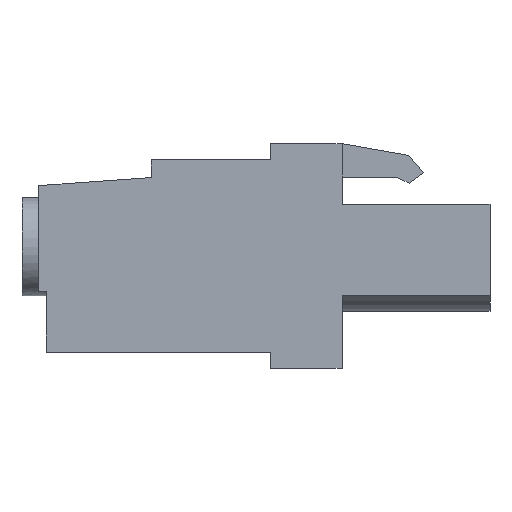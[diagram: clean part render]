
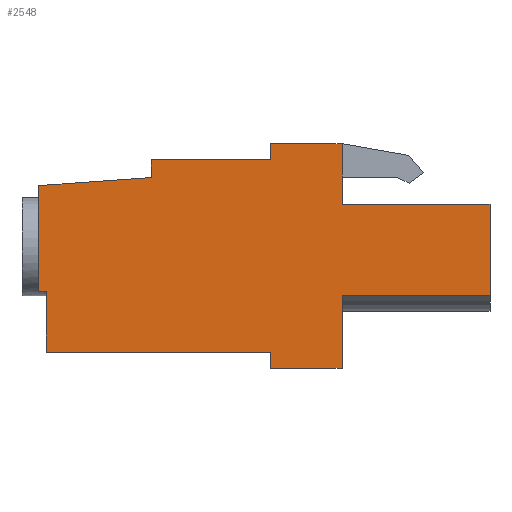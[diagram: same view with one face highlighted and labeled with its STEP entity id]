
A CAD part, left-side view. The second image highlights one B-rep face of the part: STEP entity #2548.
In plain terms, the highlighted planar face has unit normal (-1, 0, 0).
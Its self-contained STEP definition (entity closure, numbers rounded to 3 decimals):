
#2 = LINE ( 'NONE', #1495, #2067 ) ;
#68 = CARTESIAN_POINT ( 'NONE',  ( 0., 19., 2.5 ) ) ;
#69 = EDGE_LOOP ( 'NONE', ( #594, #3243, #1366, #1306, #2289, #1897, #2169, #198, #592, #499, #1915, #2669, #577, #1344, #1543, #415, #277 ) ) ;
#89 = EDGE_CURVE ( 'NONE', #1272, #2597, #2948, .T. ) ;
#105 = DIRECTION ( 'NONE',  ( 0., -1., 0. ) ) ;
#114 = CARTESIAN_POINT ( 'NONE',  ( 0., 25.3, -4.88 ) ) ;
#189 = CARTESIAN_POINT ( 'NONE',  ( 0., 19., 1.5 ) ) ;
#198 = ORIENTED_EDGE ( 'NONE', *, *, #3245, .F. ) ;
#242 = CARTESIAN_POINT ( 'NONE',  ( 0., 25.3, -2.38 ) ) ;
#256 = CARTESIAN_POINT ( 'NONE',  ( 0., 8.3, -5.1 ) ) ;
#277 = ORIENTED_EDGE ( 'NONE', *, *, #1141, .F. ) ;
#306 = CARTESIAN_POINT ( 'NONE',  ( 0., 24.9, -8.3 ) ) ;
#336 = VECTOR ( 'NONE', #2031, 1000. ) ;
#394 = LINE ( 'NONE', #1877, #2451 ) ;
#415 = ORIENTED_EDGE ( 'NONE', *, *, #1913, .F. ) ;
#447 = CARTESIAN_POINT ( 'NONE',  ( 0., 12.3, 2.5 ) ) ;
#459 = EDGE_CURVE ( 'NONE', #3063, #1907, #2, .T. ) ;
#488 = VECTOR ( 'NONE', #1073, 1000. ) ;
#499 = ORIENTED_EDGE ( 'NONE', *, *, #2519, .F. ) ;
#523 = VECTOR ( 'NONE', #2003, 1000. ) ;
#526 = FACE_OUTER_BOUND ( 'NONE', #69, .T. ) ;
#537 = CARTESIAN_POINT ( 'NONE',  ( 0., 8.3, -5.1 ) ) ;
#549 = CARTESIAN_POINT ( 'NONE',  ( 0., 24.9, -4.88 ) ) ;
#573 = DIRECTION ( 'NONE',  ( 0., 0., 1. ) ) ;
#577 = ORIENTED_EDGE ( 'NONE', *, *, #1826, .F. ) ;
#592 = ORIENTED_EDGE ( 'NONE', *, *, #1220, .F. ) ;
#594 = ORIENTED_EDGE ( 'NONE', *, *, #1455, .F. ) ;
#647 = VECTOR ( 'NONE', #2931, 1000. ) ;
#658 = VECTOR ( 'NONE', #966, 1000. ) ;
#695 = LINE ( 'NONE', #189, #2649 ) ;
#701 = LINE ( 'NONE', #1921, #3232 ) ;
#722 = EDGE_CURVE ( 'NONE', #2808, #3135, #2778, .T. ) ;
#763 = DIRECTION ( 'NONE',  ( 0., 0., 1. ) ) ;
#868 = CARTESIAN_POINT ( 'NONE',  ( 0., 24.9, -8.3 ) ) ;
#877 = CARTESIAN_POINT ( 'NONE',  ( 0., 12.3, -9.2 ) ) ;
#948 = CARTESIAN_POINT ( 'NONE',  ( 0., 19., 2.5 ) ) ;
#966 = DIRECTION ( 'NONE',  ( 0., 0., -1. ) ) ;
#981 = DIRECTION ( 'NONE',  ( 0., -0.997, 0.071 ) ) ;
#1043 = DIRECTION ( 'NONE',  ( 0., 0., -1. ) ) ;
#1056 = VERTEX_POINT ( 'NONE', #1659 ) ;
#1064 = VERTEX_POINT ( 'NONE', #68 ) ;
#1072 = DIRECTION ( 'NONE',  ( 0., 1., 0. ) ) ;
#1073 = DIRECTION ( 'NONE',  ( 0., -1., 0. ) ) ;
#1086 = CARTESIAN_POINT ( 'NONE',  ( 0., 0., 0. ) ) ;
#1115 = DIRECTION ( 'NONE',  ( 0., 0., 1. ) ) ;
#1119 = EDGE_CURVE ( 'NONE', #1064, #1908, #2305, .T. ) ;
#1141 = EDGE_CURVE ( 'NONE', #3229, #1916, #2228, .T. ) ;
#1161 = CARTESIAN_POINT ( 'NONE',  ( 0., 8.3, 3.4 ) ) ;
#1173 = PLANE ( 'NONE',  #2000 ) ;
#1199 = VECTOR ( 'NONE', #1072, 1000. ) ;
#1220 = EDGE_CURVE ( 'NONE', #1775, #3167, #1284, .T. ) ;
#1269 = CARTESIAN_POINT ( 'NONE',  ( 0., 25.3, -4.88 ) ) ;
#1272 = VERTEX_POINT ( 'NONE', #2480 ) ;
#1284 = LINE ( 'NONE', #2218, #523 ) ;
#1306 = ORIENTED_EDGE ( 'NONE', *, *, #1889, .F. ) ;
#1344 = ORIENTED_EDGE ( 'NONE', *, *, #2167, .F. ) ;
#1366 = ORIENTED_EDGE ( 'NONE', *, *, #1631, .F. ) ;
#1369 = LINE ( 'NONE', #537, #2070 ) ;
#1443 = VECTOR ( 'NONE', #981, 1000. ) ;
#1455 = EDGE_CURVE ( 'NONE', #3135, #3229, #394, .T. ) ;
#1473 = CARTESIAN_POINT ( 'NONE',  ( 0., 12.3, 2.5 ) ) ;
#1477 = DIRECTION ( 'NONE',  ( 0., 0., -1. ) ) ;
#1495 = CARTESIAN_POINT ( 'NONE',  ( 0., 8.3, -9.2 ) ) ;
#1526 = VECTOR ( 'NONE', #2574, 1000. ) ;
#1543 = ORIENTED_EDGE ( 'NONE', *, *, #1119, .F. ) ;
#1583 = DIRECTION ( 'NONE',  ( 1., 0., 0. ) ) ;
#1598 = VECTOR ( 'NONE', #1632, 1000. ) ;
#1631 = EDGE_CURVE ( 'NONE', #2527, #2808, #1879, .T. ) ;
#1632 = DIRECTION ( 'NONE',  ( 0., 1., 0. ) ) ;
#1659 = CARTESIAN_POINT ( 'NONE',  ( 0., 12.3, 3.4 ) ) ;
#1699 = DIRECTION ( 'NONE',  ( 0., 0., 1. ) ) ;
#1716 = CARTESIAN_POINT ( 'NONE',  ( 0., 8.3, 1.53 ) ) ;
#1775 = VERTEX_POINT ( 'NONE', #3228 ) ;
#1826 = EDGE_CURVE ( 'NONE', #1056, #2906, #2384, .T. ) ;
#1830 = VERTEX_POINT ( 'NONE', #1086 ) ;
#1877 = CARTESIAN_POINT ( 'NONE',  ( 0., 25.3, -4.88 ) ) ;
#1879 = LINE ( 'NONE', #549, #1199 ) ;
#1889 = EDGE_CURVE ( 'NONE', #2597, #2527, #2887, .T. ) ;
#1897 = ORIENTED_EDGE ( 'NONE', *, *, #3106, .F. ) ;
#1907 = VERTEX_POINT ( 'NONE', #877 ) ;
#1908 = VERTEX_POINT ( 'NONE', #447 ) ;
#1913 = EDGE_CURVE ( 'NONE', #1916, #1064, #695, .T. ) ;
#1915 = ORIENTED_EDGE ( 'NONE', *, *, #2580, .F. ) ;
#1916 = VERTEX_POINT ( 'NONE', #1989 ) ;
#1921 = CARTESIAN_POINT ( 'NONE',  ( 0., 0., 0. ) ) ;
#1962 = CARTESIAN_POINT ( 'NONE',  ( 0., 8.3, 0. ) ) ;
#1986 = CARTESIAN_POINT ( 'NONE',  ( 0., 25.3, 1.05 ) ) ;
#1989 = CARTESIAN_POINT ( 'NONE',  ( 0., 19., 1.5 ) ) ;
#1991 = CARTESIAN_POINT ( 'NONE',  ( 0., 24.9, -4.88 ) ) ;
#2000 = AXIS2_PLACEMENT_3D ( 'NONE', #2992, #1583, #1477 ) ;
#2003 = DIRECTION ( 'NONE',  ( 0., 1., 0. ) ) ;
#2031 = DIRECTION ( 'NONE',  ( 0., 0., 1. ) ) ;
#2067 = VECTOR ( 'NONE', #2777, 1000. ) ;
#2070 = VECTOR ( 'NONE', #1043, 1000. ) ;
#2145 = VECTOR ( 'NONE', #573, 1000. ) ;
#2167 = EDGE_CURVE ( 'NONE', #1908, #1056, #2608, .T. ) ;
#2169 = ORIENTED_EDGE ( 'NONE', *, *, #459, .F. ) ;
#2218 = CARTESIAN_POINT ( 'NONE',  ( 0., 0., -5.1 ) ) ;
#2228 = LINE ( 'NONE', #1986, #1443 ) ;
#2289 = ORIENTED_EDGE ( 'NONE', *, *, #89, .F. ) ;
#2305 = LINE ( 'NONE', #948, #1526 ) ;
#2338 = CARTESIAN_POINT ( 'NONE',  ( 0., 25.3, 1.05 ) ) ;
#2384 = LINE ( 'NONE', #2853, #488 ) ;
#2390 = LINE ( 'NONE', #2525, #336 ) ;
#2427 = CARTESIAN_POINT ( 'NONE',  ( 0., 12.3, -8.3 ) ) ;
#2445 = CARTESIAN_POINT ( 'NONE',  ( 0., 8.3, 0. ) ) ;
#2451 = VECTOR ( 'NONE', #1115, 1000. ) ;
#2480 = CARTESIAN_POINT ( 'NONE',  ( 0., 12.3, -8.3 ) ) ;
#2502 = VECTOR ( 'NONE', #105, 1000. ) ;
#2517 = CARTESIAN_POINT ( 'NONE',  ( 0., 8.3, -9.2 ) ) ;
#2519 = EDGE_CURVE ( 'NONE', #1830, #1775, #701, .T. ) ;
#2525 = CARTESIAN_POINT ( 'NONE',  ( 0., 12.3, -9.2 ) ) ;
#2527 = VERTEX_POINT ( 'NONE', #1991 ) ;
#2548 = ADVANCED_FACE ( 'NONE', ( #526 ), #1173, .F. ) ;
#2574 = DIRECTION ( 'NONE',  ( 0., -1., 0. ) ) ;
#2580 = EDGE_CURVE ( 'NONE', #2704, #1830, #3156, .T. ) ;
#2597 = VERTEX_POINT ( 'NONE', #868 ) ;
#2608 = LINE ( 'NONE', #1473, #647 ) ;
#2649 = VECTOR ( 'NONE', #1699, 1000. ) ;
#2669 = ORIENTED_EDGE ( 'NONE', *, *, #3007, .F. ) ;
#2704 = VERTEX_POINT ( 'NONE', #2445 ) ;
#2777 = DIRECTION ( 'NONE',  ( 0., 1., 0. ) ) ;
#2778 = LINE ( 'NONE', #1269, #3184 ) ;
#2787 = LINE ( 'NONE', #1716, #658 ) ;
#2808 = VERTEX_POINT ( 'NONE', #114 ) ;
#2853 = CARTESIAN_POINT ( 'NONE',  ( 0., 12.3, 3.4 ) ) ;
#2887 = LINE ( 'NONE', #306, #2145 ) ;
#2906 = VERTEX_POINT ( 'NONE', #1161 ) ;
#2931 = DIRECTION ( 'NONE',  ( 0., 0., 1. ) ) ;
#2948 = LINE ( 'NONE', #2427, #1598 ) ;
#2972 = DIRECTION ( 'NONE',  ( 0., 0., -1. ) ) ;
#2992 = CARTESIAN_POINT ( 'NONE',  ( 0., 0., 0. ) ) ;
#3007 = EDGE_CURVE ( 'NONE', #2906, #2704, #2787, .T. ) ;
#3063 = VERTEX_POINT ( 'NONE', #2517 ) ;
#3106 = EDGE_CURVE ( 'NONE', #1907, #1272, #2390, .T. ) ;
#3135 = VERTEX_POINT ( 'NONE', #242 ) ;
#3156 = LINE ( 'NONE', #1962, #2502 ) ;
#3167 = VERTEX_POINT ( 'NONE', #256 ) ;
#3184 = VECTOR ( 'NONE', #763, 1000. ) ;
#3228 = CARTESIAN_POINT ( 'NONE',  ( 0., 0., -5.1 ) ) ;
#3229 = VERTEX_POINT ( 'NONE', #2338 ) ;
#3232 = VECTOR ( 'NONE', #2972, 1000. ) ;
#3243 = ORIENTED_EDGE ( 'NONE', *, *, #722, .F. ) ;
#3245 = EDGE_CURVE ( 'NONE', #3167, #3063, #1369, .T. ) ;
